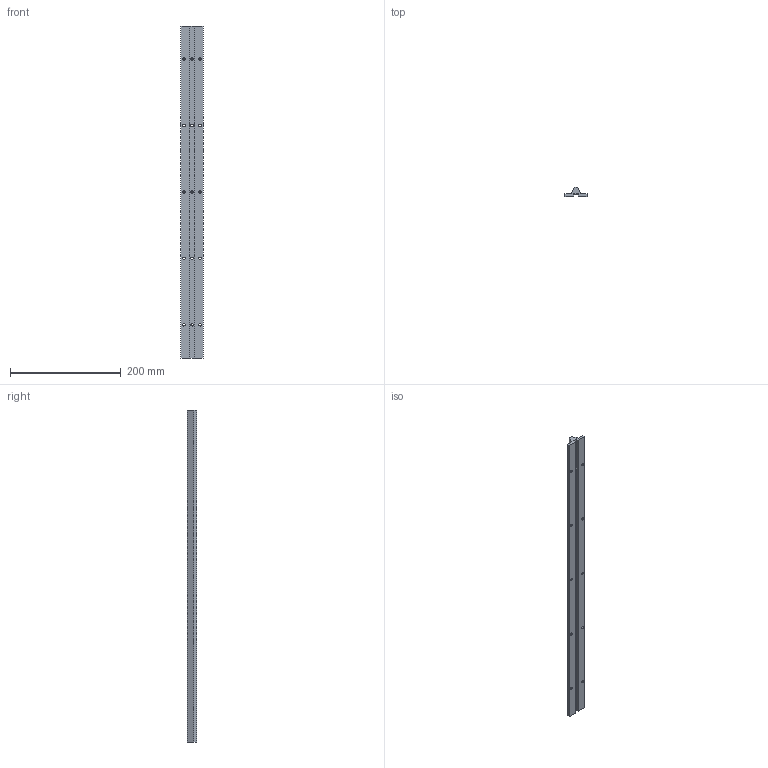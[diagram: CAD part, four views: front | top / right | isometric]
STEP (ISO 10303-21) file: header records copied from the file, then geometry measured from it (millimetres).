
FILE_DESCRIPTION(/* description */ ('niedrige Baureihe'),/* implementation_level */ '2;1');
FILE_NAME(/* name */ '150002-0.step',/* time_stamp */ '2021-08-11T14:18:55+02:00',/* author */ ('Praktikum'),/* organization */ (''),/* preprocessor_version */ 'ST-DEVELOPER v18.1',/* originating_system */ 'Autodesk Inventor 2021',/* authorisation */ '');
FILE_SCHEMA (('AUTOMOTIVE_DESIGN { 1 0 10303 214 3 1 1 }'));
Length unit declared in the file: millimetre
Products named in the file (1): 15-0002-0FZ.000
Bounding box: 40 x 16.62 x 599.5 mm (x, y, z)
Volume: 170841.6 mm3; surface area: 70587.4 mm2
Topology: 1 solids, 1 shells, 30 faces, 99 edges, 66 vertices
Faces by surface type: cylinder 15, plane 15
Full cylindrical faces by diameter (mm): 4.5 x15
Entity records: 1204 total; most frequent: DIRECTION 201, ORIENTED_EDGE 198, CARTESIAN_POINT 196, EDGE_CURVE 99, AXIS2_PLACEMENT_3D 71, VERTEX_POINT 66, LINE 59, VECTOR 59
